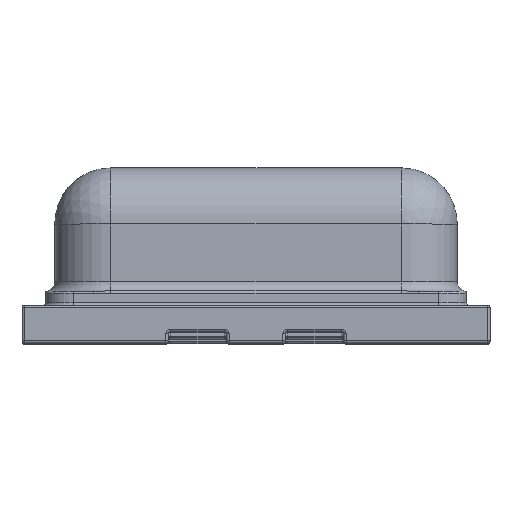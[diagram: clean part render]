
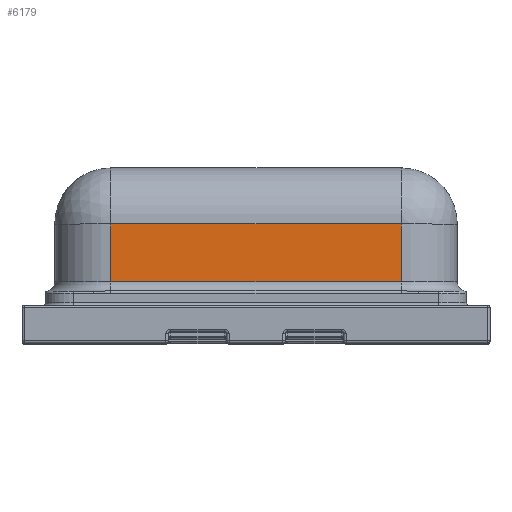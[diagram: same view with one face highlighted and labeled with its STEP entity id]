
A CAD part, top view. The second image highlights one B-rep face of the part: STEP entity #6179.
In plain terms, the highlighted planar face has unit normal (0, 0, 1).
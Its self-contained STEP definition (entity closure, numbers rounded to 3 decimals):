
#283=PLANE('',#6724);
#383=LINE('',#10041,#828);
#402=LINE('',#10128,#847);
#409=LINE('',#10161,#854);
#410=LINE('',#10167,#855);
#828=VECTOR('',#7629,10.);
#847=VECTOR('',#7740,10.);
#854=VECTOR('',#7787,10.);
#855=VECTOR('',#7798,10.);
#1533=FACE_OUTER_BOUND('',#1992,.T.);
#1992=EDGE_LOOP('',(#4465,#4466,#4467,#4468));
#2809=VERTEX_POINT('',#10035);
#2810=VERTEX_POINT('',#10039);
#2832=VERTEX_POINT('',#10126);
#2838=VERTEX_POINT('',#10159);
#3333=EDGE_CURVE('',#2810,#2809,#383,.T.);
#3378=EDGE_CURVE('',#2832,#2810,#402,.T.);
#3394=EDGE_CURVE('',#2838,#2832,#409,.T.);
#3397=EDGE_CURVE('',#2809,#2838,#410,.T.);
#4465=ORIENTED_EDGE('',*,*,#3333,.F.);
#4466=ORIENTED_EDGE('',*,*,#3378,.F.);
#4467=ORIENTED_EDGE('',*,*,#3394,.F.);
#4468=ORIENTED_EDGE('',*,*,#3397,.F.);
#6179=ADVANCED_FACE('',(#1533),#283,.T.);
#6724=AXIS2_PLACEMENT_3D('',#10166,#7796,#7797);
#7629=DIRECTION('',(-1.,0.,0.));
#7740=DIRECTION('',(0.,-1.,0.));
#7787=DIRECTION('',(1.,0.,0.));
#7796=DIRECTION('center_axis',(0.,0.,1.));
#7797=DIRECTION('ref_axis',(1.,0.,0.));
#7798=DIRECTION('',(0.,1.,0.));
#10035=CARTESIAN_POINT('',(0.38,0.263,1.86));
#10039=CARTESIAN_POINT('',(1.62,0.263,1.86));
#10041=CARTESIAN_POINT('',(0.57,0.263,1.86));
#10126=CARTESIAN_POINT('',(1.62,0.51,1.86));
#10128=CARTESIAN_POINT('',(1.62,0.,1.86));
#10159=CARTESIAN_POINT('',(0.38,0.51,1.86));
#10161=CARTESIAN_POINT('',(0.57,0.51,1.86));
#10166=CARTESIAN_POINT('Origin',(0.14,0.,1.86));
#10167=CARTESIAN_POINT('',(0.38,0.,1.86));
